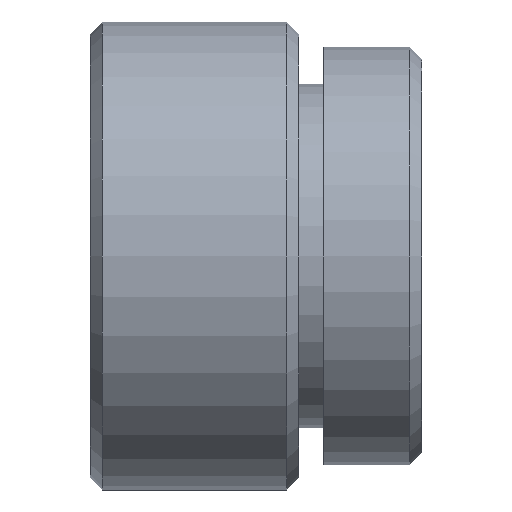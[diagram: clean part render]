
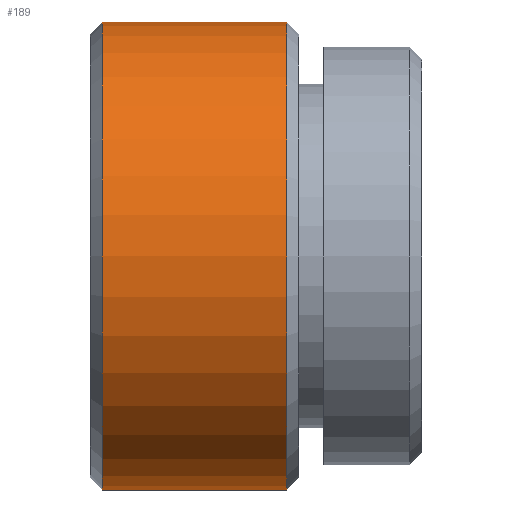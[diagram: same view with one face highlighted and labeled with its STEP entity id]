
A CAD part, left-side view. The second image highlights one B-rep face of the part: STEP entity #189.
In plain terms, the highlighted cylindrical face has radius 9.525 mm (diameter 19.05 mm), a partial arc.
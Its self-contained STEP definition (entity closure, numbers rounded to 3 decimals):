
#13 = DIRECTION ( 'NONE',  ( 0., -1., 0. ) ) ;
#24 = ORIENTED_EDGE ( 'NONE', *, *, #973, .T. ) ;
#36 = ORIENTED_EDGE ( 'NONE', *, *, #409, .F. ) ;
#88 = AXIS2_PLACEMENT_3D ( 'NONE', #861, #13, #835 ) ;
#89 = VECTOR ( 'NONE', #473, 1000. ) ;
#90 = LINE ( 'NONE', #519, #89 ) ;
#150 = CARTESIAN_POINT ( 'NONE',  ( 0., 5.5, 9.525 ) ) ;
#189 = ADVANCED_FACE ( 'NONE', ( #976 ), #975, .T. ) ;
#191 = VERTEX_POINT ( 'NONE', #865 ) ;
#259 = EDGE_CURVE ( 'NONE', #191, #1023, #759, .T. ) ;
#287 = EDGE_LOOP ( 'NONE', ( #1083, #376, #24, #36 ) ) ;
#294 = CIRCLE ( 'NONE', #859, 9.525 ) ;
#376 = ORIENTED_EDGE ( 'NONE', *, *, #571, .T. ) ;
#409 = EDGE_CURVE ( 'NONE', #1023, #757, #294, .T. ) ;
#453 = CIRCLE ( 'NONE', #787, 9.525 ) ;
#473 = DIRECTION ( 'NONE',  ( 0., -1., 0. ) ) ;
#519 = CARTESIAN_POINT ( 'NONE',  ( 0., 0., -9.525 ) ) ;
#571 = EDGE_CURVE ( 'NONE', #191, #720, #453, .T. ) ;
#720 = VERTEX_POINT ( 'NONE', #758 ) ;
#741 = DIRECTION ( 'NONE',  ( 0., 0., -1. ) ) ;
#757 = VERTEX_POINT ( 'NONE', #780 ) ;
#758 = CARTESIAN_POINT ( 'NONE',  ( 0., 13., -9.525 ) ) ;
#759 = LINE ( 'NONE', #1112, #789 ) ;
#780 = CARTESIAN_POINT ( 'NONE',  ( 0., 5.5, -9.525 ) ) ;
#787 = AXIS2_PLACEMENT_3D ( 'NONE', #788, #808, #741 ) ;
#788 = CARTESIAN_POINT ( 'NONE',  ( 0., 13., 0. ) ) ;
#789 = VECTOR ( 'NONE', #990, 1000. ) ;
#808 = DIRECTION ( 'NONE',  ( 0., -1., 0. ) ) ;
#835 = DIRECTION ( 'NONE',  ( 0., 0., -1. ) ) ;
#859 = AXIS2_PLACEMENT_3D ( 'NONE', #1094, #1090, #1107 ) ;
#861 = CARTESIAN_POINT ( 'NONE',  ( 0., 0., 0. ) ) ;
#865 = CARTESIAN_POINT ( 'NONE',  ( 0., 13., 9.525 ) ) ;
#973 = EDGE_CURVE ( 'NONE', #720, #757, #90, .T. ) ;
#975 = CYLINDRICAL_SURFACE ( 'NONE', #88, 9.525 ) ;
#976 = FACE_OUTER_BOUND ( 'NONE', #287, .T. ) ;
#990 = DIRECTION ( 'NONE',  ( 0., -1., 0. ) ) ;
#1023 = VERTEX_POINT ( 'NONE', #150 ) ;
#1083 = ORIENTED_EDGE ( 'NONE', *, *, #259, .F. ) ;
#1090 = DIRECTION ( 'NONE',  ( 0., -1., 0. ) ) ;
#1094 = CARTESIAN_POINT ( 'NONE',  ( 0., 5.5, 0. ) ) ;
#1107 = DIRECTION ( 'NONE',  ( 0., 0., -1. ) ) ;
#1112 = CARTESIAN_POINT ( 'NONE',  ( 0., 0., 9.525 ) ) ;
